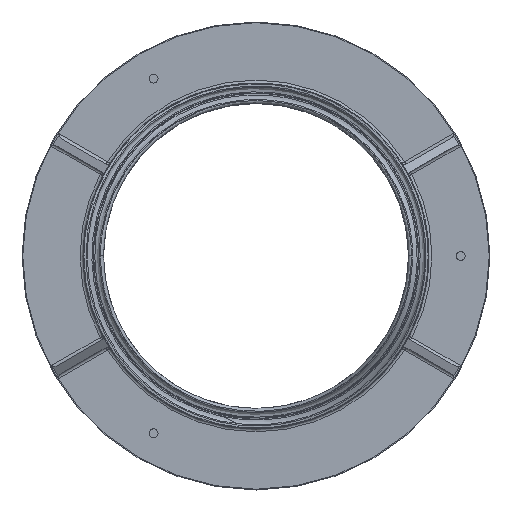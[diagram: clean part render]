
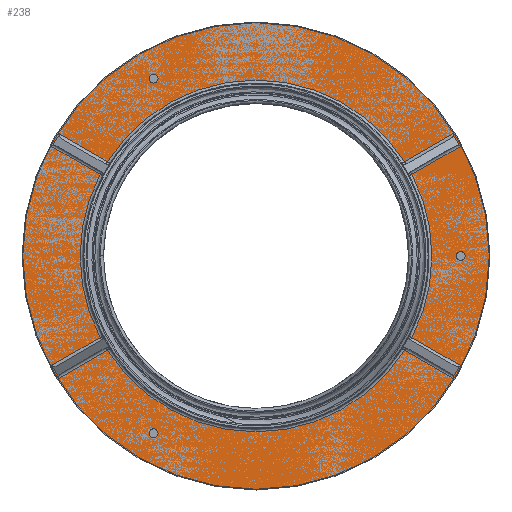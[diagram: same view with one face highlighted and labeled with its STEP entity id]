
A CAD part, top view. The second image highlights one B-rep face of the part: STEP entity #238.
In plain terms, the highlighted planar face has unit normal (0, 0, 1).
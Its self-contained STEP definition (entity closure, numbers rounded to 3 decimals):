
#214=PLANE('',#1630);
#238=ADVANCED_FACE('',(#354,#355,#356,#357,#358),#214,.F.);
#354=FACE_BOUND('',#405,.T.);
#355=FACE_BOUND('',#406,.T.);
#356=FACE_BOUND('',#407,.T.);
#357=FACE_BOUND('',#408,.T.);
#358=FACE_BOUND('',#409,.T.);
#405=EDGE_LOOP('',(#533));
#406=EDGE_LOOP('',(#534,#535,#536,#537,#538,#539,#540,#541,#542,#543,#544,
#545,#546,#547,#548,#549));
#407=EDGE_LOOP('',(#550));
#408=EDGE_LOOP('',(#551));
#409=EDGE_LOOP('',(#552));
#533=ORIENTED_EDGE('',*,*,#1062,.T.);
#534=ORIENTED_EDGE('',*,*,#1063,.T.);
#535=ORIENTED_EDGE('',*,*,#1064,.T.);
#536=ORIENTED_EDGE('',*,*,#1065,.T.);
#537=ORIENTED_EDGE('',*,*,#1066,.T.);
#538=ORIENTED_EDGE('',*,*,#1067,.T.);
#539=ORIENTED_EDGE('',*,*,#1068,.T.);
#540=ORIENTED_EDGE('',*,*,#1069,.T.);
#541=ORIENTED_EDGE('',*,*,#1070,.T.);
#542=ORIENTED_EDGE('',*,*,#1071,.T.);
#543=ORIENTED_EDGE('',*,*,#1072,.T.);
#544=ORIENTED_EDGE('',*,*,#1073,.T.);
#545=ORIENTED_EDGE('',*,*,#1074,.T.);
#546=ORIENTED_EDGE('',*,*,#1075,.T.);
#547=ORIENTED_EDGE('',*,*,#1076,.T.);
#548=ORIENTED_EDGE('',*,*,#1077,.T.);
#549=ORIENTED_EDGE('',*,*,#1078,.T.);
#550=ORIENTED_EDGE('',*,*,#1079,.T.);
#551=ORIENTED_EDGE('',*,*,#1080,.T.);
#552=ORIENTED_EDGE('',*,*,#1081,.T.);
#935=VERTEX_POINT('',#10007);
#936=VERTEX_POINT('',#10009);
#937=VERTEX_POINT('',#10010);
#938=VERTEX_POINT('',#10012);
#939=VERTEX_POINT('',#10014);
#940=VERTEX_POINT('',#10016);
#941=VERTEX_POINT('',#10018);
#942=VERTEX_POINT('',#10020);
#943=VERTEX_POINT('',#10022);
#944=VERTEX_POINT('',#10024);
#945=VERTEX_POINT('',#10026);
#946=VERTEX_POINT('',#10028);
#947=VERTEX_POINT('',#10030);
#948=VERTEX_POINT('',#10032);
#949=VERTEX_POINT('',#10034);
#950=VERTEX_POINT('',#10036);
#951=VERTEX_POINT('',#10038);
#952=VERTEX_POINT('',#10041);
#953=VERTEX_POINT('',#10043);
#954=VERTEX_POINT('',#10045);
#1062=EDGE_CURVE('',#935,#935,#1332,.T.);
#1063=EDGE_CURVE('',#936,#937,#1452,.T.);
#1064=EDGE_CURVE('',#937,#938,#1453,.T.);
#1065=EDGE_CURVE('',#938,#939,#1454,.T.);
#1066=EDGE_CURVE('',#939,#940,#1333,.T.);
#1067=EDGE_CURVE('',#940,#941,#1455,.T.);
#1068=EDGE_CURVE('',#941,#942,#1456,.T.);
#1069=EDGE_CURVE('',#942,#943,#1457,.T.);
#1070=EDGE_CURVE('',#943,#944,#1334,.T.);
#1071=EDGE_CURVE('',#944,#945,#1458,.T.);
#1072=EDGE_CURVE('',#945,#946,#1459,.T.);
#1073=EDGE_CURVE('',#946,#947,#1460,.T.);
#1074=EDGE_CURVE('',#947,#948,#1335,.T.);
#1075=EDGE_CURVE('',#948,#949,#1461,.T.);
#1076=EDGE_CURVE('',#949,#950,#1462,.T.);
#1077=EDGE_CURVE('',#950,#951,#1463,.T.);
#1078=EDGE_CURVE('',#951,#936,#1336,.T.);
#1079=EDGE_CURVE('',#952,#952,#1337,.T.);
#1080=EDGE_CURVE('',#953,#953,#1338,.T.);
#1081=EDGE_CURVE('',#954,#954,#1339,.T.);
#1332=CIRCLE('',#1622,159.5);
#1333=CIRCLE('',#1623,120.25);
#1334=CIRCLE('',#1624,120.25);
#1335=CIRCLE('',#1625,120.25);
#1336=CIRCLE('',#1626,120.25);
#1337=CIRCLE('',#1627,3.);
#1338=CIRCLE('',#1628,3.);
#1339=CIRCLE('',#1629,3.);
#1452=LINE('',#10008,#1507);
#1453=LINE('',#10011,#1508);
#1454=LINE('',#10013,#1509);
#1455=LINE('',#10017,#1510);
#1456=LINE('',#10019,#1511);
#1457=LINE('',#10021,#1512);
#1458=LINE('',#10025,#1513);
#1459=LINE('',#10027,#1514);
#1460=LINE('',#10029,#1515);
#1461=LINE('',#10033,#1516);
#1462=LINE('',#10035,#1517);
#1463=LINE('',#10037,#1518);
#1507=VECTOR('',#1790,1.);
#1508=VECTOR('',#1791,1.);
#1509=VECTOR('',#1792,1.);
#1510=VECTOR('',#1795,1.);
#1511=VECTOR('',#1796,1.);
#1512=VECTOR('',#1797,1.);
#1513=VECTOR('',#1800,1.);
#1514=VECTOR('',#1801,1.);
#1515=VECTOR('',#1802,1.);
#1516=VECTOR('',#1805,1.);
#1517=VECTOR('',#1806,1.);
#1518=VECTOR('',#1807,1.);
#1622=AXIS2_PLACEMENT_3D('',#10006,#1788,#1789);
#1623=AXIS2_PLACEMENT_3D('',#10015,#1793,#1794);
#1624=AXIS2_PLACEMENT_3D('',#10023,#1798,#1799);
#1625=AXIS2_PLACEMENT_3D('',#10031,#1803,#1804);
#1626=AXIS2_PLACEMENT_3D('',#10039,#1808,#1809);
#1627=AXIS2_PLACEMENT_3D('',#10040,#1810,#1811);
#1628=AXIS2_PLACEMENT_3D('',#10042,#1812,#1813);
#1629=AXIS2_PLACEMENT_3D('',#10044,#1814,#1815);
#1630=AXIS2_PLACEMENT_3D('',#10046,#1816,#1817);
#1788=DIRECTION('',(0.,0.,1.));
#1789=DIRECTION('',(-1.,0.,0.));
#1790=DIRECTION('',(0.866,-0.5,0.));
#1791=DIRECTION('',(-0.5,-0.866,0.));
#1792=DIRECTION('',(-0.866,0.5,0.));
#1793=DIRECTION('',(0.,0.,-1.));
#1794=DIRECTION('',(-1.,0.,0.));
#1795=DIRECTION('',(-0.866,-0.5,0.));
#1796=DIRECTION('',(-0.5,0.866,0.));
#1797=DIRECTION('',(0.866,0.5,0.));
#1798=DIRECTION('',(0.,0.,-1.));
#1799=DIRECTION('',(-1.,0.,0.));
#1800=DIRECTION('',(-0.866,0.5,0.));
#1801=DIRECTION('',(0.5,0.866,0.));
#1802=DIRECTION('',(0.866,-0.5,0.));
#1803=DIRECTION('',(0.,0.,-1.));
#1804=DIRECTION('',(-1.,0.,0.));
#1805=DIRECTION('',(0.866,0.5,0.));
#1806=DIRECTION('',(0.5,-0.866,0.));
#1807=DIRECTION('',(-0.866,-0.5,0.));
#1808=DIRECTION('',(0.,0.,-1.));
#1809=DIRECTION('',(-1.,0.,0.));
#1810=DIRECTION('',(0.,0.,-1.));
#1811=DIRECTION('',(-1.,0.,0.));
#1812=DIRECTION('',(0.,0.,-1.));
#1813=DIRECTION('',(-1.,0.,0.));
#1814=DIRECTION('',(0.,0.,-1.));
#1815=DIRECTION('',(-1.,0.,0.));
#1816=DIRECTION('',(0.,0.,-1.));
#1817=DIRECTION('',(-1.,0.,0.));
#10006=CARTESIAN_POINT('',(0.,0.,20.));
#10007=CARTESIAN_POINT('',(-159.5,0.,20.));
#10008=CARTESIAN_POINT('',(139.549,-74.795,20.));
#10009=CARTESIAN_POINT('',(106.549,-55.743,20.));
#10010=CARTESIAN_POINT('',(139.549,-74.795,20.));
#10011=CARTESIAN_POINT('',(138.549,-76.527,20.));
#10012=CARTESIAN_POINT('',(134.549,-83.455,20.));
#10013=CARTESIAN_POINT('',(-2.5,-4.33,20.));
#10014=CARTESIAN_POINT('',(101.549,-64.403,20.));
#10015=CARTESIAN_POINT('',(0.,0.,20.));
#10016=CARTESIAN_POINT('',(-101.549,-64.403,20.));
#10017=CARTESIAN_POINT('',(2.5,-4.33,20.));
#10018=CARTESIAN_POINT('',(-134.712,-83.55,20.));
#10019=CARTESIAN_POINT('',(-138.712,-76.621,20.));
#10020=CARTESIAN_POINT('',(-139.712,-74.889,20.));
#10021=CARTESIAN_POINT('',(-104.875,-54.776,20.));
#10022=CARTESIAN_POINT('',(-106.549,-55.743,20.));
#10023=CARTESIAN_POINT('',(0.,0.,20.));
#10024=CARTESIAN_POINT('',(-106.549,55.743,20.));
#10025=CARTESIAN_POINT('',(-2.5,-4.33,20.));
#10026=CARTESIAN_POINT('',(-139.549,74.795,20.));
#10027=CARTESIAN_POINT('',(-135.549,81.723,20.));
#10028=CARTESIAN_POINT('',(-134.549,83.455,20.));
#10029=CARTESIAN_POINT('',(-99.875,63.436,20.));
#10030=CARTESIAN_POINT('',(-101.549,64.403,20.));
#10031=CARTESIAN_POINT('',(0.,0.,20.));
#10032=CARTESIAN_POINT('',(101.549,64.403,20.));
#10033=CARTESIAN_POINT('',(134.549,83.455,20.));
#10034=CARTESIAN_POINT('',(134.549,83.455,20.));
#10035=CARTESIAN_POINT('',(135.549,81.723,20.));
#10036=CARTESIAN_POINT('',(139.549,74.795,20.));
#10037=CARTESIAN_POINT('',(2.5,-4.33,20.));
#10038=CARTESIAN_POINT('',(106.549,55.743,20.));
#10039=CARTESIAN_POINT('',(0.,0.,20.));
#10040=CARTESIAN_POINT('',(-70.,-121.244,20.));
#10041=CARTESIAN_POINT('',(-73.,-121.244,20.));
#10042=CARTESIAN_POINT('',(140.,0.,20.));
#10043=CARTESIAN_POINT('',(137.,0.,20.));
#10044=CARTESIAN_POINT('',(-70.,121.244,20.));
#10045=CARTESIAN_POINT('',(-73.,121.244,20.));
#10046=CARTESIAN_POINT('',(0.,0.,20.));
